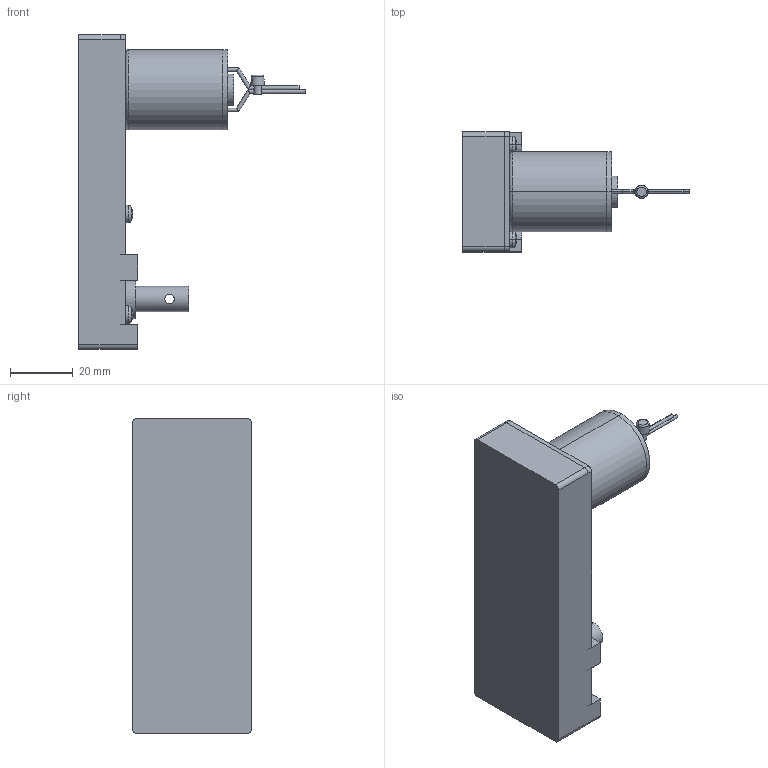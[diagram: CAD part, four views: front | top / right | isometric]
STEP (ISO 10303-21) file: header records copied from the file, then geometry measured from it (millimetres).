
FILE_DESCRIPTION(('starvars output'),'2;1');
FILE_NAME('25bl.stp','11:21:58 2014/09/10',( 'Thomas Industrial Network Germany GmbH'),( 'Thomas Industrial Network Germany GmbH'),'unknown preprocess','ACIS' ,'unknown authorization');
FILE_SCHEMA(('AUTOMOTIVE_DESIGN_CC2 {UNKNOWN IMPLEMENTATION LEVEL}'));
Length unit declared in the file: millimetre
Products named in the file (1): PRODUCT_ID_9
Bounding box: 72.02 x 38 x 100 mm (x, y, z)
Volume: 74943.5 mm3; surface area: 16287.8 mm2
Topology: 2 solids, 4 shells, 219 faces, 522 edges, 322 vertices
Faces by surface type: plane 97, cylinder 62, cone 36, torus 16, bspline 8
Entity records: 7728 total; most frequent: CARTESIAN_POINT 1550, ORIENTED_EDGE 1020, DIRECTION 734, EDGE_CURVE 510, VERTEX_POINT 322, AXIS2_PLACEMENT_3D 250, EDGE_LOOP 246, FACE_BOUND 246
